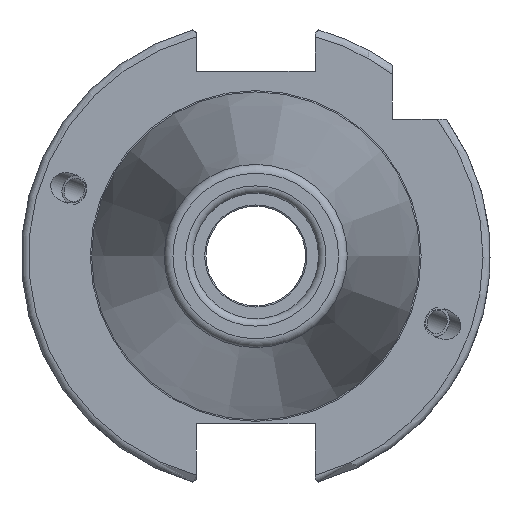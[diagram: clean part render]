
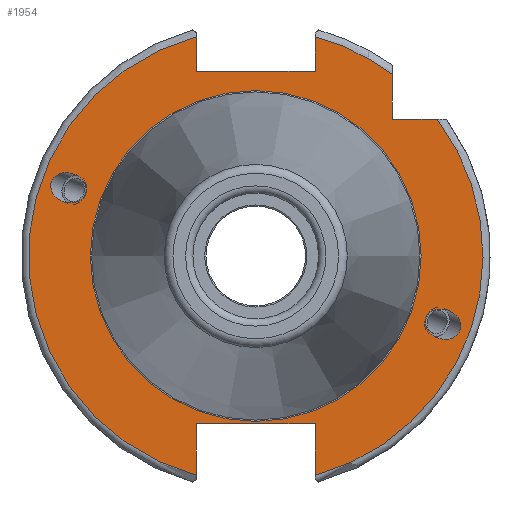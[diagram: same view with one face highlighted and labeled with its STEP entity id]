
A CAD part, left-side view. The second image highlights one B-rep face of the part: STEP entity #1954.
In plain terms, the highlighted planar face has unit normal (-1, 0, 0).
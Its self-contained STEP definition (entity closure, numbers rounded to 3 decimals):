
#126=LINE('',#3407,#228);
#134=LINE('',#3453,#236);
#141=LINE('',#3494,#243);
#142=LINE('',#3496,#244);
#143=LINE('',#3498,#245);
#144=LINE('',#3502,#246);
#145=LINE('',#3504,#247);
#146=LINE('',#3506,#248);
#228=VECTOR('',#2587,10.);
#236=VECTOR('',#2597,10.);
#243=VECTOR('',#2608,10.);
#244=VECTOR('',#2609,10.);
#245=VECTOR('',#2610,10.);
#246=VECTOR('',#2613,10.);
#247=VECTOR('',#2614,10.);
#248=VECTOR('',#2615,10.);
#337=FACE_BOUND('',#562,.T.);
#338=FACE_BOUND('',#563,.T.);
#339=FACE_BOUND('',#564,.T.);
#355=ELLIPSE('',#2112,2.442,2.);
#364=ELLIPSE('',#2160,2.442,2.);
#378=PLANE('',#2163);
#448=FACE_OUTER_BOUND('',#561,.T.);
#561=EDGE_LOOP('',(#1567,#1568,#1569,#1570,#1571,#1572,#1573,#1574,#1575,
#1576,#1577));
#562=EDGE_LOOP('',(#1578));
#563=EDGE_LOOP('',(#1579));
#564=EDGE_LOOP('',(#1580,#1581));
#689=CIRCLE('',#2164,30.775);
#690=CIRCLE('',#2165,30.775);
#691=CIRCLE('',#2166,30.775);
#692=CIRCLE('',#2167,22.4);
#693=CIRCLE('',#2168,22.4);
#821=VERTEX_POINT('',#3212);
#865=VERTEX_POINT('',#3401);
#866=VERTEX_POINT('',#3405);
#867=VERTEX_POINT('',#3406);
#878=VERTEX_POINT('',#3452);
#886=VERTEX_POINT('',#3491);
#887=VERTEX_POINT('',#3493);
#888=VERTEX_POINT('',#3495);
#889=VERTEX_POINT('',#3497);
#890=VERTEX_POINT('',#3499);
#891=VERTEX_POINT('',#3501);
#892=VERTEX_POINT('',#3503);
#893=VERTEX_POINT('',#3505);
#894=VERTEX_POINT('',#3508);
#895=VERTEX_POINT('',#3509);
#1057=EDGE_CURVE('',#821,#821,#355,.T.);
#1117=EDGE_CURVE('',#865,#865,#364,.T.);
#1118=EDGE_CURVE('',#866,#867,#126,.T.);
#1130=EDGE_CURVE('',#878,#866,#134,.T.);
#1140=EDGE_CURVE('',#886,#867,#689,.T.);
#1141=EDGE_CURVE('',#886,#887,#141,.T.);
#1142=EDGE_CURVE('',#887,#888,#142,.T.);
#1143=EDGE_CURVE('',#888,#889,#143,.T.);
#1144=EDGE_CURVE('',#890,#889,#690,.T.);
#1145=EDGE_CURVE('',#890,#891,#144,.T.);
#1146=EDGE_CURVE('',#891,#892,#145,.T.);
#1147=EDGE_CURVE('',#892,#893,#146,.T.);
#1148=EDGE_CURVE('',#878,#893,#691,.T.);
#1149=EDGE_CURVE('',#894,#895,#692,.T.);
#1150=EDGE_CURVE('',#895,#894,#693,.T.);
#1567=ORIENTED_EDGE('',*,*,#1130,.T.);
#1568=ORIENTED_EDGE('',*,*,#1118,.T.);
#1569=ORIENTED_EDGE('',*,*,#1140,.F.);
#1570=ORIENTED_EDGE('',*,*,#1141,.T.);
#1571=ORIENTED_EDGE('',*,*,#1142,.T.);
#1572=ORIENTED_EDGE('',*,*,#1143,.T.);
#1573=ORIENTED_EDGE('',*,*,#1144,.F.);
#1574=ORIENTED_EDGE('',*,*,#1145,.T.);
#1575=ORIENTED_EDGE('',*,*,#1146,.T.);
#1576=ORIENTED_EDGE('',*,*,#1147,.T.);
#1577=ORIENTED_EDGE('',*,*,#1148,.F.);
#1578=ORIENTED_EDGE('',*,*,#1057,.T.);
#1579=ORIENTED_EDGE('',*,*,#1117,.T.);
#1580=ORIENTED_EDGE('',*,*,#1149,.T.);
#1581=ORIENTED_EDGE('',*,*,#1150,.T.);
#1954=ADVANCED_FACE('',(#448,#337,#338,#339),#378,.T.);
#2112=AXIS2_PLACEMENT_3D('',#3214,#2470,#2471);
#2160=AXIS2_PLACEMENT_3D('',#3403,#2583,#2584);
#2163=AXIS2_PLACEMENT_3D('',#3490,#2604,#2605);
#2164=AXIS2_PLACEMENT_3D('',#3492,#2606,#2607);
#2165=AXIS2_PLACEMENT_3D('',#3500,#2611,#2612);
#2166=AXIS2_PLACEMENT_3D('',#3507,#2616,#2617);
#2167=AXIS2_PLACEMENT_3D('',#3510,#2618,#2619);
#2168=AXIS2_PLACEMENT_3D('',#3511,#2620,#2621);
#2470=DIRECTION('center_axis',(1.,0.,0.));
#2471=DIRECTION('ref_axis',(0.,-0.94,-0.342));
#2583=DIRECTION('center_axis',(1.,0.,0.));
#2584=DIRECTION('ref_axis',(0.,0.94,0.342));
#2587=DIRECTION('',(0.,0.,1.));
#2597=DIRECTION('',(0.,1.,0.));
#2604=DIRECTION('center_axis',(-1.,0.,0.));
#2605=DIRECTION('ref_axis',(0.,0.,1.));
#2606=DIRECTION('center_axis',(1.,0.,0.));
#2607=DIRECTION('ref_axis',(0.,0.,-1.));
#2608=DIRECTION('',(0.,0.,-1.));
#2609=DIRECTION('',(0.,1.,0.));
#2610=DIRECTION('',(0.,0.,1.));
#2611=DIRECTION('center_axis',(1.,0.,0.));
#2612=DIRECTION('ref_axis',(0.,0.,-1.));
#2613=DIRECTION('',(0.,0.,1.));
#2614=DIRECTION('',(0.,-1.,0.));
#2615=DIRECTION('',(0.,0.,-1.));
#2616=DIRECTION('center_axis',(1.,0.,0.));
#2617=DIRECTION('ref_axis',(0.,0.,-1.));
#2618=DIRECTION('center_axis',(1.,0.,0.));
#2619=DIRECTION('ref_axis',(0.,0.,-1.));
#2620=DIRECTION('center_axis',(1.,0.,0.));
#2621=DIRECTION('ref_axis',(0.,0.,-1.));
#3212=CARTESIAN_POINT('',(3.2,-23.077,-8.399));
#3214=CARTESIAN_POINT('Origin',(3.2,-25.372,-9.235));
#3401=CARTESIAN_POINT('',(3.2,23.077,8.399));
#3403=CARTESIAN_POINT('Origin',(3.2,25.372,9.235));
#3405=CARTESIAN_POINT('',(3.2,-18.5,18.5));
#3406=CARTESIAN_POINT('',(3.2,-18.5,24.594));
#3407=CARTESIAN_POINT('',(3.2,-18.5,14.25));
#3452=CARTESIAN_POINT('',(3.2,-24.594,18.5));
#3453=CARTESIAN_POINT('',(3.2,6.138,18.5));
#3490=CARTESIAN_POINT('Origin',(3.2,30.775,0.));
#3491=CARTESIAN_POINT('',(3.2,-8.05,29.704));
#3492=CARTESIAN_POINT('Origin',(3.2,0.,0.));
#3493=CARTESIAN_POINT('',(3.2,-8.05,25.));
#3494=CARTESIAN_POINT('',(3.2,-8.05,12.5));
#3495=CARTESIAN_POINT('',(3.2,8.05,25.));
#3496=CARTESIAN_POINT('',(3.2,15.388,25.));
#3497=CARTESIAN_POINT('',(3.2,8.05,29.704));
#3498=CARTESIAN_POINT('',(3.2,8.05,12.5));
#3499=CARTESIAN_POINT('',(3.2,8.05,-29.704));
#3500=CARTESIAN_POINT('Origin',(3.2,0.,0.));
#3501=CARTESIAN_POINT('',(3.2,8.05,-22.7));
#3502=CARTESIAN_POINT('',(3.2,8.05,-11.35));
#3503=CARTESIAN_POINT('',(3.2,-8.05,-22.7));
#3504=CARTESIAN_POINT('',(3.2,15.388,-22.7));
#3505=CARTESIAN_POINT('',(3.2,-8.05,-29.704));
#3506=CARTESIAN_POINT('',(3.2,-8.05,-11.35));
#3507=CARTESIAN_POINT('Origin',(3.2,0.,0.));
#3508=CARTESIAN_POINT('',(3.2,22.4,0.));
#3509=CARTESIAN_POINT('',(3.2,0.,22.4));
#3510=CARTESIAN_POINT('Origin',(3.2,0.,0.));
#3511=CARTESIAN_POINT('Origin',(3.2,0.,0.));
